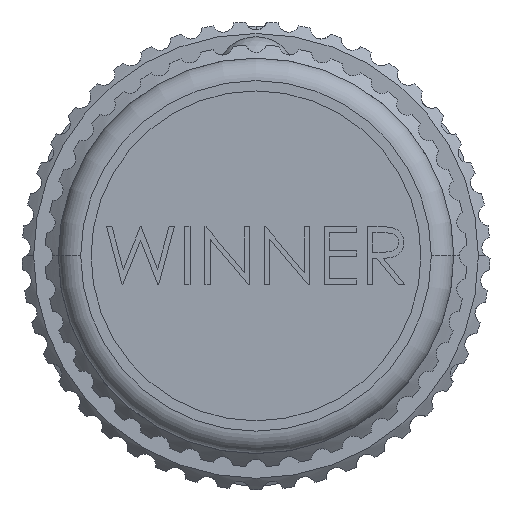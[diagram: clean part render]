
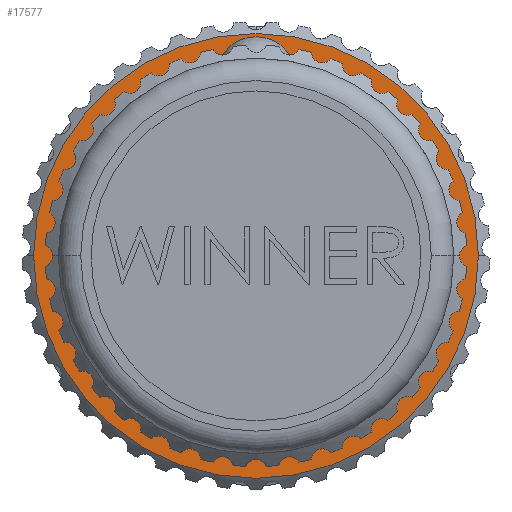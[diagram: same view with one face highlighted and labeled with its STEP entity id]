
A CAD part, left-side view. The second image highlights one B-rep face of the part: STEP entity #17577.
In plain terms, the highlighted planar face has unit normal (-1, 0, 0).
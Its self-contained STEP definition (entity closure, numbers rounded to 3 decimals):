
#2142 = AXIS2_PLACEMENT_3D ( 'NONE', #25684, #18532, #14129 ) ;
#2870 = AXIS2_PLACEMENT_3D ( 'NONE', #22053, #12567, #22155 ) ;
#3011 = EDGE_CURVE ( 'NONE', #29861, #5347, #4957, .T. ) ;
#3114 = DIRECTION ( 'NONE',  ( 0., 0., 1. ) ) ;
#3386 = CARTESIAN_POINT ( 'NONE',  ( -7.9, 0., 10.379 ) ) ;
#3726 = AXIS2_PLACEMENT_3D ( 'NONE', #29241, #10685, #15325 ) ;
#4957 = CIRCLE ( 'NONE', #26010, 10.379 ) ;
#5347 = VERTEX_POINT ( 'NONE', #3386 ) ;
#5594 = DIRECTION ( 'NONE',  ( -1., 0., 0. ) ) ;
#5787 = CARTESIAN_POINT ( 'NONE',  ( -7.9, 0., 0. ) ) ;
#6471 = ORIENTED_EDGE ( 'NONE', *, *, #15463, .T. ) ;
#7606 = CARTESIAN_POINT ( 'NONE',  ( -7.9, 0., 0. ) ) ;
#8476 = CIRCLE ( 'NONE', #2142, 10.379 ) ;
#8625 = FACE_OUTER_BOUND ( 'NONE', #28051, .T. ) ;
#10685 = DIRECTION ( 'NONE',  ( -1., 0., 0. ) ) ;
#11958 = EDGE_LOOP ( 'NONE', ( #27102, #16825 ) ) ;
#12567 = DIRECTION ( 'NONE',  ( -1., 0., 0. ) ) ;
#12720 = VERTEX_POINT ( 'NONE', #15302 ) ;
#13009 = AXIS2_PLACEMENT_3D ( 'NONE', #5787, #5594, #19711 ) ;
#13176 = ORIENTED_EDGE ( 'NONE', *, *, #25288, .T. ) ;
#14129 = DIRECTION ( 'NONE',  ( 0., 0., 1. ) ) ;
#15140 = EDGE_CURVE ( 'NONE', #5347, #29861, #8476, .T. ) ;
#15302 = CARTESIAN_POINT ( 'NONE',  ( -7.9, 15.3, 0. ) ) ;
#15325 = DIRECTION ( 'NONE',  ( 0., -1., 0. ) ) ;
#15463 = EDGE_CURVE ( 'NONE', #16364, #12720, #17989, .T. ) ;
#16364 = VERTEX_POINT ( 'NONE', #29319 ) ;
#16825 = ORIENTED_EDGE ( 'NONE', *, *, #15140, .F. ) ;
#17070 = FACE_BOUND ( 'NONE', #11958, .T. ) ;
#17577 = ADVANCED_FACE ( 'NONE', ( #17070, #8625 ), #19808, .T. ) ;
#17989 = CIRCLE ( 'NONE', #3726, 15.3 ) ;
#18532 = DIRECTION ( 'NONE',  ( -1., 0., 0. ) ) ;
#19711 = DIRECTION ( 'NONE',  ( 0., -1., 0. ) ) ;
#19808 = PLANE ( 'NONE',  #13009 ) ;
#22053 = CARTESIAN_POINT ( 'NONE',  ( -7.9, 0., 0. ) ) ;
#22155 = DIRECTION ( 'NONE',  ( 0., -1., 0. ) ) ;
#25288 = EDGE_CURVE ( 'NONE', #12720, #16364, #25541, .T. ) ;
#25541 = CIRCLE ( 'NONE', #2870, 15.3 ) ;
#25684 = CARTESIAN_POINT ( 'NONE',  ( -7.9, 0., 0. ) ) ;
#26010 = AXIS2_PLACEMENT_3D ( 'NONE', #7606, #26270, #3114 ) ;
#26270 = DIRECTION ( 'NONE',  ( -1., 0., 0. ) ) ;
#27102 = ORIENTED_EDGE ( 'NONE', *, *, #3011, .F. ) ;
#28051 = EDGE_LOOP ( 'NONE', ( #13176, #6471 ) ) ;
#29149 = CARTESIAN_POINT ( 'NONE',  ( -7.9, 0., -10.379 ) ) ;
#29241 = CARTESIAN_POINT ( 'NONE',  ( -7.9, 0., 0. ) ) ;
#29319 = CARTESIAN_POINT ( 'NONE',  ( -7.9, -15.3, 0. ) ) ;
#29861 = VERTEX_POINT ( 'NONE', #29149 ) ;
